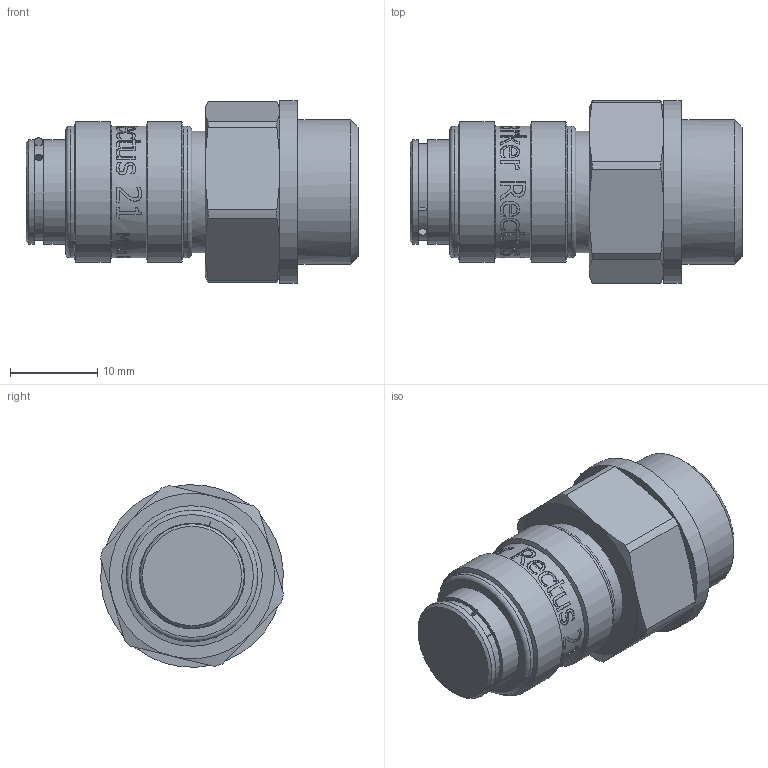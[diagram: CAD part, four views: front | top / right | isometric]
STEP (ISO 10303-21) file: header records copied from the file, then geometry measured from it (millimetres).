
FILE_DESCRIPTION((''),'2;1');
FILE_NAME('21kaaw17mpx.stp','2014-10-16T09:48:00',('MS049480'),(''),'Autodesk Inventor 2013','Autodesk Inventor 2013','');
FILE_SCHEMA(('AUTOMOTIVE_DESIGN { 1 0 10303 214 1 1 1 1 }'));
Length unit declared in the file: millimetre
Products named in the file (1): D103814
Bounding box: 38.15 x 21 x 20.97 mm (x, y, z)
Volume: 8335.3 mm3; surface area: 3834.6 mm2
Topology: 2 solids, 4 shells, 485 faces, 1297 edges, 857 vertices
Faces by surface type: plane 203, bspline 202, cylinder 57, cone 19, torus 4
Full cylindrical faces by diameter (mm): 11.15 x1, 12 x2, 12.15 x1, 13.437 x2, 14 x3, 15.1 x3, 16.15 x2, 16.662 x1, 21 x1
Entity records: 67932 total; most frequent: CARTESIAN_POINT 57124, ORIENTED_EDGE 2520, DIRECTION 1397, EDGE_CURVE 1260, VERTEX_POINT 847, B_SPLINE_CURVE_WITH_KNOTS 570, EDGE_LOOP 555, VECTOR 503
